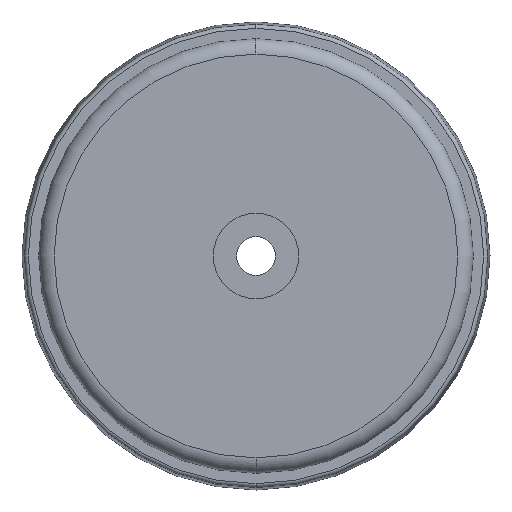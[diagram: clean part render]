
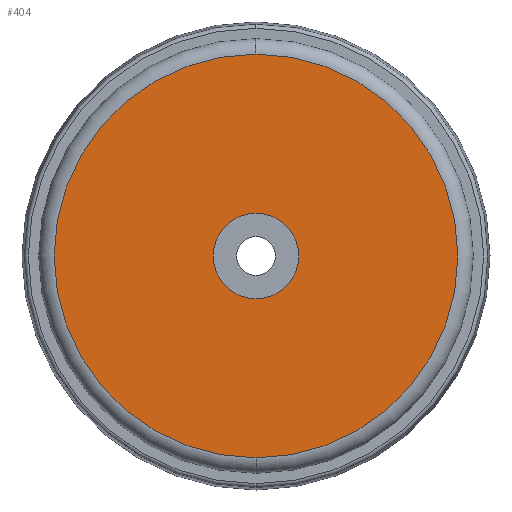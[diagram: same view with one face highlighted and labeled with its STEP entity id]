
A CAD part, left-side view. The second image highlights one B-rep face of the part: STEP entity #404.
In plain terms, the highlighted planar face has unit normal (-1, 0, 0).
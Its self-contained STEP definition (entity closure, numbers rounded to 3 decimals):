
#8 = VERTEX_POINT ( 'NONE', #52 ) ;
#14 = DIRECTION ( 'NONE',  ( 0., 0., -1. ) ) ;
#19 = CIRCLE ( 'NONE', #294, 5.5 ) ;
#36 = DIRECTION ( 'NONE',  ( 0., 0., 1. ) ) ;
#52 = CARTESIAN_POINT ( 'NONE',  ( -11.5, 0., -5.5 ) ) ;
#54 = AXIS2_PLACEMENT_3D ( 'NONE', #162, #274, #14 ) ;
#59 = ORIENTED_EDGE ( 'NONE', *, *, #192, .T. ) ;
#87 = CARTESIAN_POINT ( 'NONE',  ( -11.5, 26., 0. ) ) ;
#108 = CARTESIAN_POINT ( 'NONE',  ( -11.5, 0., -26. ) ) ;
#119 = VERTEX_POINT ( 'NONE', #228 ) ;
#137 = DIRECTION ( 'NONE',  ( 0., 0., -1. ) ) ;
#162 = CARTESIAN_POINT ( 'NONE',  ( -11.5, 0., 0. ) ) ;
#181 = CARTESIAN_POINT ( 'NONE',  ( -11.5, 0., 0. ) ) ;
#192 = EDGE_CURVE ( 'NONE', #8, #119, #517, .T. ) ;
#205 = CARTESIAN_POINT ( 'NONE',  ( -11.5, 0., 26. ) ) ;
#228 = CARTESIAN_POINT ( 'NONE',  ( -11.5, 0., 5.5 ) ) ;
#240 = DIRECTION ( 'NONE',  ( 1., 0., 0. ) ) ;
#248 = CARTESIAN_POINT ( 'NONE',  ( -11.5, 0., 0. ) ) ;
#250 = EDGE_CURVE ( 'NONE', #119, #8, #19, .T. ) ;
#274 = DIRECTION ( 'NONE',  ( 1., 0., 0. ) ) ;
#294 = AXIS2_PLACEMENT_3D ( 'NONE', #248, #658, #137 ) ;
#319 = DIRECTION ( 'NONE',  ( 0., 0., -1. ) ) ;
#320 = EDGE_LOOP ( 'NONE', ( #575, #477 ) ) ;
#356 = PLANE ( 'NONE',  #554 ) ;
#365 = CIRCLE ( 'NONE', #401, 26. ) ;
#387 = CIRCLE ( 'NONE', #492, 26. ) ;
#399 = FACE_OUTER_BOUND ( 'NONE', #320, .T. ) ;
#401 = AXIS2_PLACEMENT_3D ( 'NONE', #468, #673, #319 ) ;
#404 = ADVANCED_FACE ( 'NONE', ( #450, #399 ), #356, .T. ) ;
#439 = EDGE_LOOP ( 'NONE', ( #59, #604 ) ) ;
#450 = FACE_BOUND ( 'NONE', #439, .T. ) ;
#452 = EDGE_CURVE ( 'NONE', #469, #581, #365, .T. ) ;
#468 = CARTESIAN_POINT ( 'NONE',  ( -11.5, 0., 0. ) ) ;
#469 = VERTEX_POINT ( 'NONE', #205 ) ;
#477 = ORIENTED_EDGE ( 'NONE', *, *, #452, .F. ) ;
#492 = AXIS2_PLACEMENT_3D ( 'NONE', #181, #240, #645 ) ;
#517 = CIRCLE ( 'NONE', #54, 5.5 ) ;
#554 = AXIS2_PLACEMENT_3D ( 'NONE', #87, #664, #36 ) ;
#575 = ORIENTED_EDGE ( 'NONE', *, *, #621, .F. ) ;
#581 = VERTEX_POINT ( 'NONE', #108 ) ;
#604 = ORIENTED_EDGE ( 'NONE', *, *, #250, .T. ) ;
#621 = EDGE_CURVE ( 'NONE', #581, #469, #387, .T. ) ;
#645 = DIRECTION ( 'NONE',  ( 0., 0., -1. ) ) ;
#658 = DIRECTION ( 'NONE',  ( 1., 0., 0. ) ) ;
#664 = DIRECTION ( 'NONE',  ( -1., 0., 0. ) ) ;
#673 = DIRECTION ( 'NONE',  ( 1., 0., 0. ) ) ;
